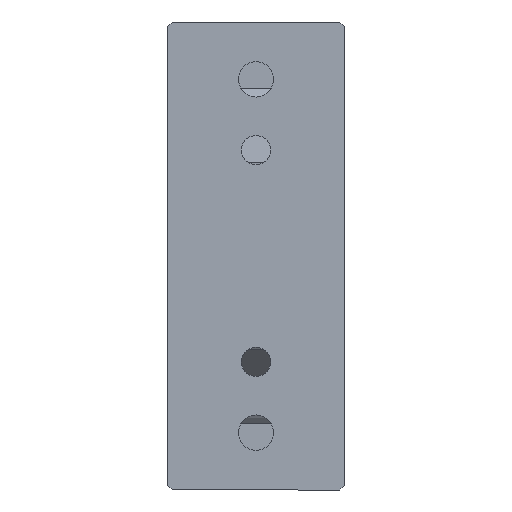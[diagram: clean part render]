
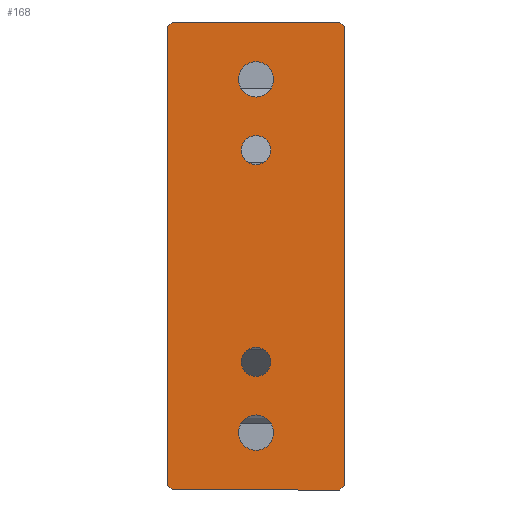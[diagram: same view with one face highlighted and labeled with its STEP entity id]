
A CAD part, front view. The second image highlights one B-rep face of the part: STEP entity #168.
In plain terms, the highlighted planar face has unit normal (0, -1, 0).
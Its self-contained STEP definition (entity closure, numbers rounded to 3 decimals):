
#168 = ADVANCED_FACE ( 'NONE', ( #2603, #2607, #2604, #2606, #2605 ), #2545, .T. ) ;
#225 = EDGE_CURVE ( 'NONE', #639, #640, #3675, .T. ) ;
#240 = EDGE_CURVE ( 'NONE', #653, #654, #3697, .T. ) ;
#244 = EDGE_CURVE ( 'NONE', #657, #658, #3703, .T. ) ;
#248 = EDGE_CURVE ( 'NONE', #661, #662, #3709, .T. ) ;
#251 = EDGE_CURVE ( 'NONE', #662, #661, #3714, .T. ) ;
#253 = EDGE_CURVE ( 'NONE', #658, #657, #3716, .T. ) ;
#255 = EDGE_CURVE ( 'NONE', #654, #653, #3718, .T. ) ;
#304 = EDGE_CURVE ( 'NONE', #695, #677, #3794, .T. ) ;
#309 = EDGE_CURVE ( 'NONE', #699, #700, #3801, .T. ) ;
#313 = EDGE_CURVE ( 'NONE', #700, #702, #3811, .T. ) ;
#326 = EDGE_CURVE ( 'NONE', #699, #707, #3829, .T. ) ;
#328 = EDGE_CURVE ( 'NONE', #677, #707, #3833, .T. ) ;
#379 = EDGE_CURVE ( 'NONE', #702, #734, #4392, .T. ) ;
#381 = EDGE_CURVE ( 'NONE', #734, #733, #4388, .T. ) ;
#382 = EDGE_CURVE ( 'NONE', #733, #695, #4398, .T. ) ;
#383 = EDGE_CURVE ( 'NONE', #640, #639, #4400, .T. ) ;
#530 = ORIENTED_EDGE ( 'NONE', *, *, #382, .T. ) ;
#531 = ORIENTED_EDGE ( 'NONE', *, *, #304, .T. ) ;
#532 = ORIENTED_EDGE ( 'NONE', *, *, #328, .T. ) ;
#533 = ORIENTED_EDGE ( 'NONE', *, *, #326, .F. ) ;
#534 = ORIENTED_EDGE ( 'NONE', *, *, #309, .T. ) ;
#535 = ORIENTED_EDGE ( 'NONE', *, *, #313, .T. ) ;
#536 = ORIENTED_EDGE ( 'NONE', *, *, #379, .T. ) ;
#537 = ORIENTED_EDGE ( 'NONE', *, *, #381, .T. ) ;
#538 = ORIENTED_EDGE ( 'NONE', *, *, #240, .T. ) ;
#539 = ORIENTED_EDGE ( 'NONE', *, *, #255, .T. ) ;
#540 = ORIENTED_EDGE ( 'NONE', *, *, #244, .T. ) ;
#541 = ORIENTED_EDGE ( 'NONE', *, *, #253, .T. ) ;
#542 = ORIENTED_EDGE ( 'NONE', *, *, #248, .T. ) ;
#543 = ORIENTED_EDGE ( 'NONE', *, *, #251, .T. ) ;
#544 = ORIENTED_EDGE ( 'NONE', *, *, #225, .T. ) ;
#545 = ORIENTED_EDGE ( 'NONE', *, *, #383, .T. ) ;
#639 = VERTEX_POINT ( 'NONE', #4856 ) ;
#640 = VERTEX_POINT ( 'NONE', #4857 ) ;
#653 = VERTEX_POINT ( 'NONE', #4870 ) ;
#654 = VERTEX_POINT ( 'NONE', #4871 ) ;
#657 = VERTEX_POINT ( 'NONE', #4874 ) ;
#658 = VERTEX_POINT ( 'NONE', #4875 ) ;
#661 = VERTEX_POINT ( 'NONE', #4878 ) ;
#662 = VERTEX_POINT ( 'NONE', #4879 ) ;
#677 = VERTEX_POINT ( 'NONE', #4894 ) ;
#695 = VERTEX_POINT ( 'NONE', #4912 ) ;
#699 = VERTEX_POINT ( 'NONE', #4916 ) ;
#700 = VERTEX_POINT ( 'NONE', #4917 ) ;
#702 = VERTEX_POINT ( 'NONE', #4919 ) ;
#707 = VERTEX_POINT ( 'NONE', #4924 ) ;
#733 = VERTEX_POINT ( 'NONE', #4950 ) ;
#734 = VERTEX_POINT ( 'NONE', #4951 ) ;
#987 = EDGE_LOOP ( 'NONE', ( #544, #545 ) ) ;
#990 = EDGE_LOOP ( 'NONE', ( #538, #539 ) ) ;
#991 = EDGE_LOOP ( 'NONE', ( #530, #531, #532, #533, #534, #535, #536, #537 ) ) ;
#992 = EDGE_LOOP ( 'NONE', ( #540, #541 ) ) ;
#993 = EDGE_LOOP ( 'NONE', ( #542, #543 ) ) ;
#2545 = PLANE ( 'NONE',  #2700 ) ;
#2603 = FACE_OUTER_BOUND ( 'NONE', #991, .T. ) ;
#2604 = FACE_BOUND ( 'NONE', #992, .T. ) ;
#2605 = FACE_BOUND ( 'NONE', #987, .T. ) ;
#2606 = FACE_BOUND ( 'NONE', #993, .T. ) ;
#2607 = FACE_BOUND ( 'NONE', #990, .T. ) ;
#2700 = AXIS2_PLACEMENT_3D ( 'NONE', #2808, #2809, #2810 ) ;
#2808 = CARTESIAN_POINT ( 'NONE',  ( 98.3, -40., 26.5 ) ) ;
#2809 = DIRECTION ( 'NONE',  ( 0., -1., 0. ) ) ;
#2810 = DIRECTION ( 'NONE',  ( 1., 0., 0. ) ) ;
#3448 = AXIS2_PLACEMENT_3D ( 'NONE', #4005, #4006, #4007 ) ;
#3455 = AXIS2_PLACEMENT_3D ( 'NONE', #4042, #4043, #4044 ) ;
#3457 = AXIS2_PLACEMENT_3D ( 'NONE', #4052, #4053, #4054 ) ;
#3459 = AXIS2_PLACEMENT_3D ( 'NONE', #4062, #4063, #4064 ) ;
#3461 = AXIS2_PLACEMENT_3D ( 'NONE', #4068, #4069, #4070 ) ;
#3463 = AXIS2_PLACEMENT_3D ( 'NONE', #4074, #4075, #4076 ) ;
#3465 = AXIS2_PLACEMENT_3D ( 'NONE', #4082, #4083, #4084 ) ;
#3502 = AXIS2_PLACEMENT_3D ( 'NONE', #4556, #4557, #4558 ) ;
#3675 = CIRCLE ( 'NONE', #3448, 2. ) ;
#3697 = CIRCLE ( 'NONE', #3455, 1.65 ) ;
#3703 = CIRCLE ( 'NONE', #3457, 1.65 ) ;
#3709 = CIRCLE ( 'NONE', #3459, 2. ) ;
#3714 = CIRCLE ( 'NONE', #3461, 2. ) ;
#3716 = CIRCLE ( 'NONE', #3463, 1.65 ) ;
#3718 = CIRCLE ( 'NONE', #3465, 1.65 ) ;
#3794 = LINE ( 'NONE', #4190, #3796 ) ;
#3796 = VECTOR ( 'NONE', #4197, 1000. ) ;
#3801 = LINE ( 'NONE', #4206, #3806 ) ;
#3806 = VECTOR ( 'NONE', #4215, 1000. ) ;
#3811 = LINE ( 'NONE', #4222, #3814 ) ;
#3814 = VECTOR ( 'NONE', #4223, 1000. ) ;
#3829 = LINE ( 'NONE', #4255, #3832 ) ;
#3832 = VECTOR ( 'NONE', #4256, 1000. ) ;
#3833 = LINE ( 'NONE', #4259, #3836 ) ;
#3836 = VECTOR ( 'NONE', #4260, 1000. ) ;
#4005 = CARTESIAN_POINT ( 'NONE',  ( 88.3, -40., -20. ) ) ;
#4006 = DIRECTION ( 'NONE',  ( 0., 1., 0. ) ) ;
#4007 = DIRECTION ( 'NONE',  ( 1., 0., 0. ) ) ;
#4042 = CARTESIAN_POINT ( 'NONE',  ( 88.3, -40., 12. ) ) ;
#4043 = DIRECTION ( 'NONE',  ( 0., 1., 0. ) ) ;
#4044 = DIRECTION ( 'NONE',  ( 1., 0., 0. ) ) ;
#4052 = CARTESIAN_POINT ( 'NONE',  ( 88.3, -40., -12. ) ) ;
#4053 = DIRECTION ( 'NONE',  ( 0., 1., 0. ) ) ;
#4054 = DIRECTION ( 'NONE',  ( 1., 0., 0. ) ) ;
#4062 = CARTESIAN_POINT ( 'NONE',  ( 88.3, -40., 20. ) ) ;
#4063 = DIRECTION ( 'NONE',  ( 0., 1., 0. ) ) ;
#4064 = DIRECTION ( 'NONE',  ( 1., 0., 0. ) ) ;
#4068 = CARTESIAN_POINT ( 'NONE',  ( 88.3, -40., 20. ) ) ;
#4069 = DIRECTION ( 'NONE',  ( 0., 1., 0. ) ) ;
#4070 = DIRECTION ( 'NONE',  ( 1., 0., 0. ) ) ;
#4074 = CARTESIAN_POINT ( 'NONE',  ( 88.3, -40., -12. ) ) ;
#4075 = DIRECTION ( 'NONE',  ( 0., 1., 0. ) ) ;
#4076 = DIRECTION ( 'NONE',  ( 1., 0., 0. ) ) ;
#4082 = CARTESIAN_POINT ( 'NONE',  ( 88.3, -40., 12. ) ) ;
#4083 = DIRECTION ( 'NONE',  ( 0., 1., 0. ) ) ;
#4084 = DIRECTION ( 'NONE',  ( 1., 0., 0. ) ) ;
#4190 = CARTESIAN_POINT ( 'NONE',  ( 97.8, -40., -26.5 ) ) ;
#4197 = DIRECTION ( 'NONE',  ( 0.707, 0., 0.707 ) ) ;
#4206 = CARTESIAN_POINT ( 'NONE',  ( 98.3, -40., 26.5 ) ) ;
#4215 = DIRECTION ( 'NONE',  ( -1., 0., 0. ) ) ;
#4222 = CARTESIAN_POINT ( 'NONE',  ( 78.3, -40., 26. ) ) ;
#4223 = DIRECTION ( 'NONE',  ( -0.707, 0., -0.707 ) ) ;
#4255 = CARTESIAN_POINT ( 'NONE',  ( 97.8, -40., 26.5 ) ) ;
#4256 = DIRECTION ( 'NONE',  ( 0.707, 0., -0.707 ) ) ;
#4259 = CARTESIAN_POINT ( 'NONE',  ( 98.3, -40., 15.27 ) ) ;
#4260 = DIRECTION ( 'NONE',  ( 0., 0., 1. ) ) ;
#4368 = CARTESIAN_POINT ( 'NONE',  ( 78.3, -40., -26. ) ) ;
#4388 = LINE ( 'NONE', #4368, #4399 ) ;
#4392 = LINE ( 'NONE', #4547, #4395 ) ;
#4395 = VECTOR ( 'NONE', #4548, 1000. ) ;
#4398 = LINE ( 'NONE', #4552, #4401 ) ;
#4399 = VECTOR ( 'NONE', #4551, 1000. ) ;
#4400 = CIRCLE ( 'NONE', #3502, 2. ) ;
#4401 = VECTOR ( 'NONE', #4553, 1000. ) ;
#4547 = CARTESIAN_POINT ( 'NONE',  ( 78.3, -40., 26.5 ) ) ;
#4548 = DIRECTION ( 'NONE',  ( 0., 0., -1. ) ) ;
#4551 = DIRECTION ( 'NONE',  ( 0.707, 0., -0.707 ) ) ;
#4552 = CARTESIAN_POINT ( 'NONE',  ( 98.3, -40., -26.5 ) ) ;
#4553 = DIRECTION ( 'NONE',  ( 1., 0., 0. ) ) ;
#4556 = CARTESIAN_POINT ( 'NONE',  ( 88.3, -40., -20. ) ) ;
#4557 = DIRECTION ( 'NONE',  ( 0., 1., 0. ) ) ;
#4558 = DIRECTION ( 'NONE',  ( 1., 0., 0. ) ) ;
#4856 = CARTESIAN_POINT ( 'NONE',  ( 90.3, -40., -20. ) ) ;
#4857 = CARTESIAN_POINT ( 'NONE',  ( 86.3, -40., -20. ) ) ;
#4870 = CARTESIAN_POINT ( 'NONE',  ( 89.95, -40., 12. ) ) ;
#4871 = CARTESIAN_POINT ( 'NONE',  ( 86.65, -40., 12. ) ) ;
#4874 = CARTESIAN_POINT ( 'NONE',  ( 89.95, -40., -12. ) ) ;
#4875 = CARTESIAN_POINT ( 'NONE',  ( 86.65, -40., -12. ) ) ;
#4878 = CARTESIAN_POINT ( 'NONE',  ( 90.3, -40., 20. ) ) ;
#4879 = CARTESIAN_POINT ( 'NONE',  ( 86.3, -40., 20. ) ) ;
#4894 = CARTESIAN_POINT ( 'NONE',  ( 98.3, -40., -26. ) ) ;
#4912 = CARTESIAN_POINT ( 'NONE',  ( 97.8, -40., -26.5 ) ) ;
#4916 = CARTESIAN_POINT ( 'NONE',  ( 97.8, -40., 26.5 ) ) ;
#4917 = CARTESIAN_POINT ( 'NONE',  ( 78.8, -40., 26.5 ) ) ;
#4919 = CARTESIAN_POINT ( 'NONE',  ( 78.3, -40., 26. ) ) ;
#4924 = CARTESIAN_POINT ( 'NONE',  ( 98.3, -40., 26. ) ) ;
#4950 = CARTESIAN_POINT ( 'NONE',  ( 78.8, -40., -26.5 ) ) ;
#4951 = CARTESIAN_POINT ( 'NONE',  ( 78.3, -40., -26. ) ) ;
